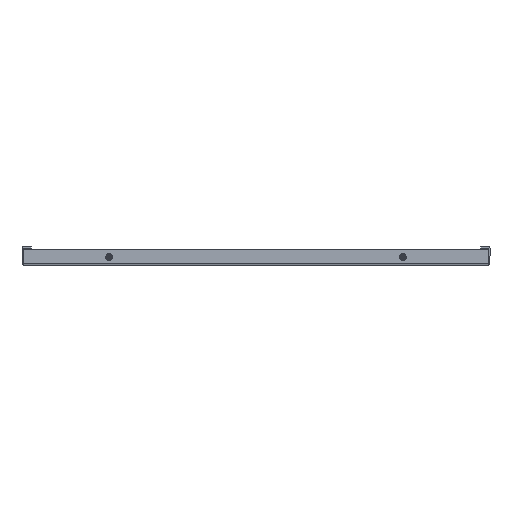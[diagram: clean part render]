
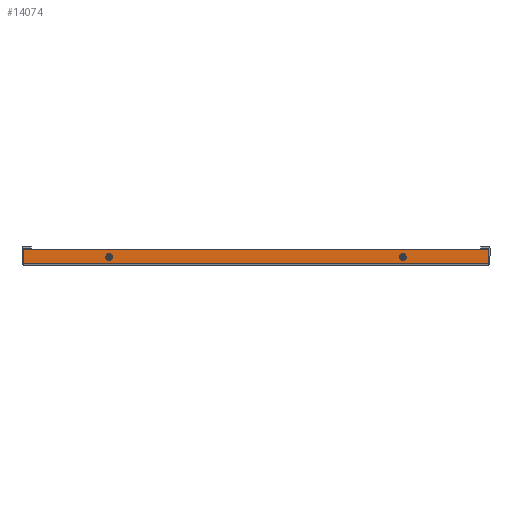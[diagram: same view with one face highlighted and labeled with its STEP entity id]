
A CAD part, front view. The second image highlights one B-rep face of the part: STEP entity #14074.
In plain terms, the highlighted planar face has unit normal (0, -1, 0).
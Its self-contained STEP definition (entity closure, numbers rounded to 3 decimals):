
#2876 = CARTESIAN_POINT ( 'NONE',  ( 171.4, -1080.5, 5.5 ) ) ;
#2897 = CARTESIAN_POINT ( 'NONE',  ( 171.4, -1080.5, 13.5 ) ) ;
#2969 = CARTESIAN_POINT ( 'NONE',  ( -271.4, -1080.5, 1.51 ) ) ;
#2979 = CARTESIAN_POINT ( 'NONE',  ( -271.4, -1080.5, 18.5 ) ) ;
#2983 = CARTESIAN_POINT ( 'NONE',  ( 271.4, -1080.5, 18.5 ) ) ;
#3108 = CARTESIAN_POINT ( 'NONE',  ( 271.4, -1080.5, 1.51 ) ) ;
#3412 = CARTESIAN_POINT ( 'NONE',  ( -171.4, -1080.5, 5.5 ) ) ;
#3653 = CARTESIAN_POINT ( 'NONE',  ( -171.4, -1080.5, 13.5 ) ) ;
#3821 = DIRECTION ( 'NONE',  ( 0., 0., -1. ) ) ;
#3822 = DIRECTION ( 'NONE',  ( 0., 1., 0. ) ) ;
#3823 = CARTESIAN_POINT ( 'NONE',  ( 171.4, -1080.5, 9.5 ) ) ;
#3844 = DIRECTION ( 'NONE',  ( 0., 0., -1. ) ) ;
#3845 = DIRECTION ( 'NONE',  ( 0., -1., 0. ) ) ;
#3847 = CARTESIAN_POINT ( 'NONE',  ( -171.4, -1080.5, 9.5 ) ) ;
#6475 = DIRECTION ( 'NONE',  ( 0., 0., 1. ) ) ;
#6476 = DIRECTION ( 'NONE',  ( 0., 1., 0. ) ) ;
#6532 = PLANE ( 'NONE',  #8283 ) ;
#6533 = CARTESIAN_POINT ( 'NONE',  ( -271.5, -1080.5, 18.5 ) ) ;
#7956 = AXIS2_PLACEMENT_3D ( 'NONE', #12962, #12992, #12798 ) ;
#7960 = AXIS2_PLACEMENT_3D ( 'NONE', #13331, #13328, #13329 ) ;
#8283 = AXIS2_PLACEMENT_3D ( 'NONE', #6533, #6476, #6475 ) ;
#10544 = VERTEX_POINT ( 'NONE', #2979 ) ;
#10545 = VERTEX_POINT ( 'NONE', #2969 ) ;
#10561 = VERTEX_POINT ( 'NONE', #2897 ) ;
#10567 = VERTEX_POINT ( 'NONE', #2876 ) ;
#10597 = VERTEX_POINT ( 'NONE', #3653 ) ;
#10602 = VERTEX_POINT ( 'NONE', #3412 ) ;
#11082 = VERTEX_POINT ( 'NONE', #3108 ) ;
#11168 = VERTEX_POINT ( 'NONE', #2983 ) ;
#12798 = DIRECTION ( 'NONE',  ( 0., 0., -1. ) ) ;
#12808 = CARTESIAN_POINT ( 'NONE',  ( 271.4, -1080.5, 1.51 ) ) ;
#12830 = CARTESIAN_POINT ( 'NONE',  ( -271.5, -1080.5, 18.5 ) ) ;
#12838 = DIRECTION ( 'NONE',  ( -1., 0., 0. ) ) ;
#12962 = CARTESIAN_POINT ( 'NONE',  ( -171.4, -1080.5, 9.5 ) ) ;
#12992 = DIRECTION ( 'NONE',  ( 0., -1., 0. ) ) ;
#13088 = CARTESIAN_POINT ( 'NONE',  ( -271.4, -1080.5, 1.51 ) ) ;
#13328 = DIRECTION ( 'NONE',  ( 0., 1., 0. ) ) ;
#13329 = DIRECTION ( 'NONE',  ( 0., 0., -1. ) ) ;
#13331 = CARTESIAN_POINT ( 'NONE',  ( 171.4, -1080.5, 9.5 ) ) ;
#13334 = DIRECTION ( 'NONE',  ( 0., 0., 1. ) ) ;
#13340 = CARTESIAN_POINT ( 'NONE',  ( -271.5, -1080.5, 1.51 ) ) ;
#13341 = DIRECTION ( 'NONE',  ( -1., 0., 0. ) ) ;
#13343 = DIRECTION ( 'NONE',  ( 0., 0., 1. ) ) ;
#14074 = ADVANCED_FACE ( 'NONE', ( #17633, #17621, #17615 ), #6532, .F. ) ;
#16642 = VECTOR ( 'NONE', #12838, 1000. ) ;
#16644 = LINE ( 'NONE', #12830, #16642 ) ;
#16646 = VECTOR ( 'NONE', #13334, 1000. ) ;
#16647 = CIRCLE ( 'NONE', #7956, 4. ) ;
#16651 = LINE ( 'NONE', #12808, #16653 ) ;
#16653 = VECTOR ( 'NONE', #13343, 1000. ) ;
#16660 = LINE ( 'NONE', #13340, #16662 ) ;
#16662 = VECTOR ( 'NONE', #13341, 1000. ) ;
#16679 = CIRCLE ( 'NONE', #7960, 4. ) ;
#16976 = LINE ( 'NONE', #13088, #16646 ) ;
#17160 = CIRCLE ( 'NONE', #20252, 4. ) ;
#17178 = CIRCLE ( 'NONE', #20254, 4. ) ;
#17615 = FACE_BOUND ( 'NONE', #25422, .T. ) ;
#17621 = FACE_BOUND ( 'NONE', #25420, .T. ) ;
#17633 = FACE_OUTER_BOUND ( 'NONE', #25415, .T. ) ;
#17716 = EDGE_CURVE ( 'NONE', #10597, #10602, #17178, .T. ) ;
#17725 = EDGE_CURVE ( 'NONE', #10567, #10561, #17160, .T. ) ;
#20252 = AXIS2_PLACEMENT_3D ( 'NONE', #3823, #3822, #3821 ) ;
#20254 = AXIS2_PLACEMENT_3D ( 'NONE', #3847, #3845, #3844 ) ;
#23124 = EDGE_CURVE ( 'NONE', #10602, #10597, #16647, .T. ) ;
#23125 = EDGE_CURVE ( 'NONE', #10545, #10544, #16976, .T. ) ;
#23127 = EDGE_CURVE ( 'NONE', #11168, #10544, #16644, .T. ) ;
#23128 = EDGE_CURVE ( 'NONE', #11082, #11168, #16651, .T. ) ;
#23129 = EDGE_CURVE ( 'NONE', #11082, #10545, #16660, .T. ) ;
#23130 = EDGE_CURVE ( 'NONE', #10561, #10567, #16679, .T. ) ;
#24491 = ORIENTED_EDGE ( 'NONE', *, *, #23128, .T. ) ;
#24493 = ORIENTED_EDGE ( 'NONE', *, *, #23127, .T. ) ;
#24494 = ORIENTED_EDGE ( 'NONE', *, *, #23125, .F. ) ;
#24495 = ORIENTED_EDGE ( 'NONE', *, *, #23129, .F. ) ;
#24496 = ORIENTED_EDGE ( 'NONE', *, *, #23124, .F. ) ;
#24497 = ORIENTED_EDGE ( 'NONE', *, *, #17716, .F. ) ;
#24498 = ORIENTED_EDGE ( 'NONE', *, *, #17725, .T. ) ;
#24499 = ORIENTED_EDGE ( 'NONE', *, *, #23130, .T. ) ;
#25415 = EDGE_LOOP ( 'NONE', ( #24491, #24493, #24494, #24495 ) ) ;
#25420 = EDGE_LOOP ( 'NONE', ( #24496, #24497 ) ) ;
#25422 = EDGE_LOOP ( 'NONE', ( #24498, #24499 ) ) ;
